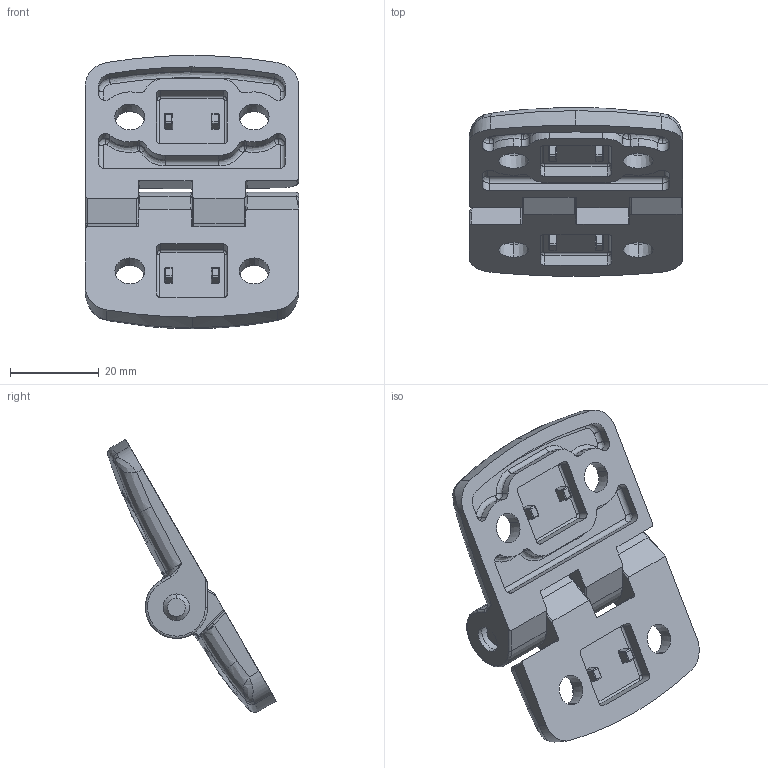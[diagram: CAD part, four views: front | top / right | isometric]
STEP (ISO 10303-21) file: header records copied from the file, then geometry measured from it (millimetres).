
FILE_DESCRIPTION (( 'STEP AP214' ), '1' );
FILE_NAME ('6228728', '2019-01-28T17:07:17', ( '' ), ('JUGARD+KÜNSTNER GmbH'), 'SwSTEP 2.0', 'SolidWorks 2017', '' );
FILE_SCHEMA (( 'AUTOMOTIVE_DESIGN' ));
Length unit declared in the file: millimetre
Products named in the file (4): Part3; Part1; Part2; 6228728
Assembly tree (3 placements, depth 2):
  6228728
    Part2
    Part1
    Part3
Bounding box: 48.02 x 37.9 x 61.53 mm (x, y, z)
Volume: 20841.1 mm3; surface area: 12359 mm2
Topology: 3 solids, 3 shells, 367 faces, 900 edges, 533 vertices
Faces by surface type: bspline 136, cylinder 135, plane 67, cone 29
Entity records: 19240 total; most frequent: CARTESIAN_POINT 7375, ORIENTED_EDGE 1774, DIRECTION 1426, EDGE_CURVE 887, AXIS2_PLACEMENT_3D 560, VERTEX_POINT 533, EDGE_LOOP 390, UNCERTAINTY_MEASURE_WITH_UNIT 377
